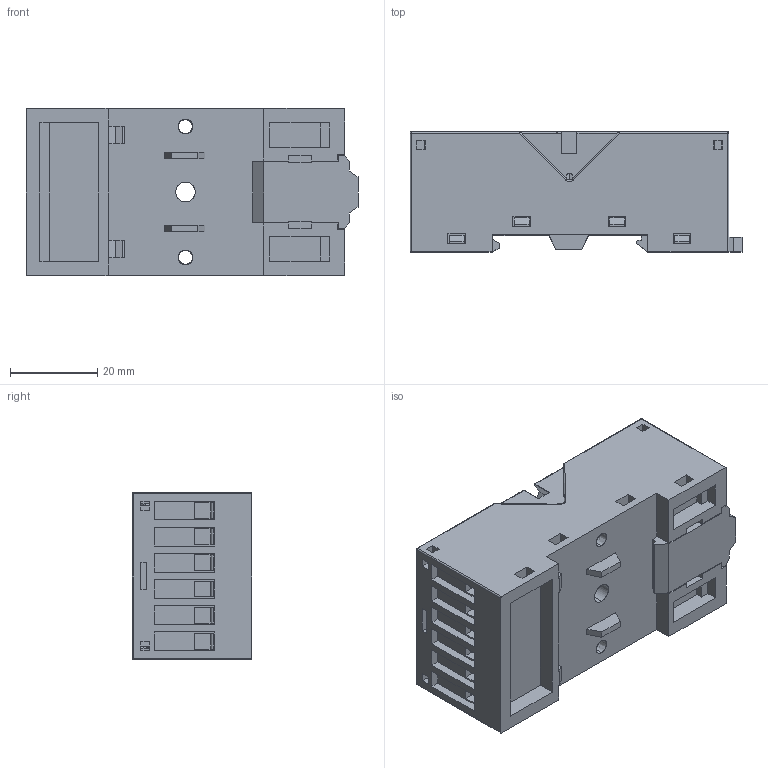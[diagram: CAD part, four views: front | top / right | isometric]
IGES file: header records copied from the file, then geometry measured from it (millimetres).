
Start section: SolidWorks IGES file using analytic representation for surfaces
Global section: file name: GPZ11.IGS; native system: SolidWorks 2012; preprocessor: SolidWorks 2012; author: pikusl; date: 140911.091132; units: millimetre
Bounding box: 76.1 x 27.5 x 38.3 mm (x, y, z)
Surface area: 23666 mm2 (no closed solid volume)
Topology: 0 solids, 0 shells, 1926 faces, 14794 edges, 14786 vertices
Faces by surface type: bspline 1164, revolution 762
